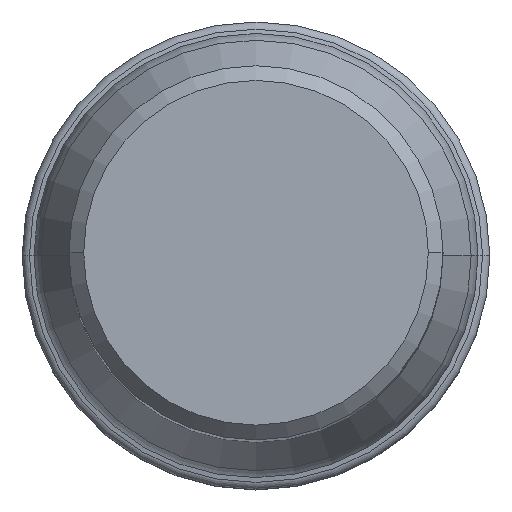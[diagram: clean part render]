
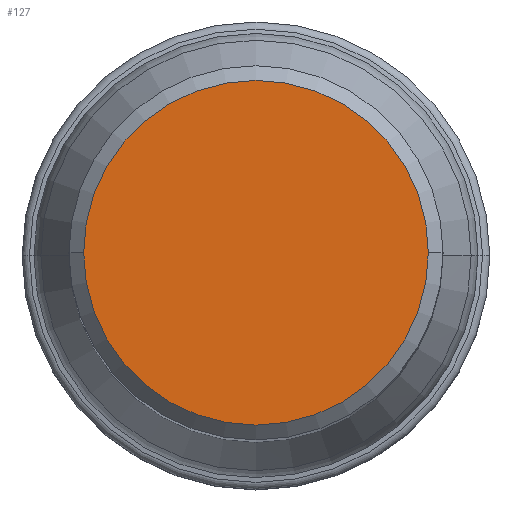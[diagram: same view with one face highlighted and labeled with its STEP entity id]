
A CAD part, top view. The second image highlights one B-rep face of the part: STEP entity #127.
In plain terms, the highlighted planar face has unit normal (0, 0, 1).
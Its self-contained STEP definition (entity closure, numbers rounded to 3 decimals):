
#30=PLANE('',#1216);
#127=ADVANCED_FACE('',(#216),#30,.F.);
#216=FACE_OUTER_BOUND('',#280,.T.);
#280=EDGE_LOOP('',(#468,#469,#470,#471));
#468=ORIENTED_EDGE('',*,*,#775,.F.);
#469=ORIENTED_EDGE('',*,*,#774,.F.);
#470=ORIENTED_EDGE('',*,*,#776,.F.);
#471=ORIENTED_EDGE('',*,*,#777,.F.);
#650=VERTEX_POINT('',#2527);
#651=VERTEX_POINT('',#2529);
#652=VERTEX_POINT('',#2531);
#653=VERTEX_POINT('',#2535);
#774=EDGE_CURVE('',#651,#652,#932,.T.);
#775=EDGE_CURVE('',#652,#650,#933,.T.);
#776=EDGE_CURVE('',#653,#651,#934,.T.);
#777=EDGE_CURVE('',#650,#653,#935,.T.);
#932=CIRCLE('',#1211,11.7);
#933=CIRCLE('',#1212,11.7);
#934=CIRCLE('',#1214,11.7);
#935=CIRCLE('',#1215,11.7);
#1211=AXIS2_PLACEMENT_3D('',#2530,#1451,#1452);
#1212=AXIS2_PLACEMENT_3D('',#2532,#1453,#1454);
#1214=AXIS2_PLACEMENT_3D('',#2534,#1457,#1458);
#1215=AXIS2_PLACEMENT_3D('',#2536,#1459,#1460);
#1216=AXIS2_PLACEMENT_3D('',#2537,#1461,#1462);
#1451=DIRECTION('',(0.,0.,-1.));
#1452=DIRECTION('',(-1.,0.,0.));
#1453=DIRECTION('',(0.,0.,-1.));
#1454=DIRECTION('',(0.,1.,0.));
#1457=DIRECTION('',(0.,0.,-1.));
#1458=DIRECTION('',(0.,-1.,0.));
#1459=DIRECTION('',(0.,0.,-1.));
#1460=DIRECTION('',(1.,0.,0.));
#1461=DIRECTION('',(0.,0.,-1.));
#1462=DIRECTION('',(1.,0.,0.));
#2527=CARTESIAN_POINT('',(11.7,0.,43.656));
#2529=CARTESIAN_POINT('',(-11.7,0.,43.656));
#2530=CARTESIAN_POINT('',(0.,0.,43.656));
#2531=CARTESIAN_POINT('',(0.,11.7,43.656));
#2532=CARTESIAN_POINT('',(0.,0.,43.656));
#2534=CARTESIAN_POINT('',(0.,0.,43.656));
#2535=CARTESIAN_POINT('',(0.,-11.7,43.656));
#2536=CARTESIAN_POINT('',(0.,0.,43.656));
#2537=CARTESIAN_POINT('',(0.,0.,43.656));
